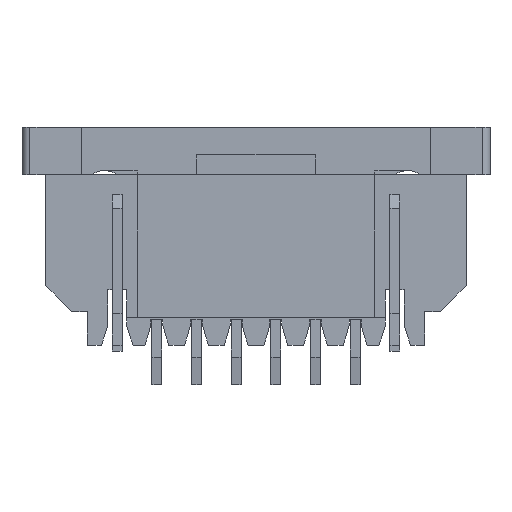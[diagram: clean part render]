
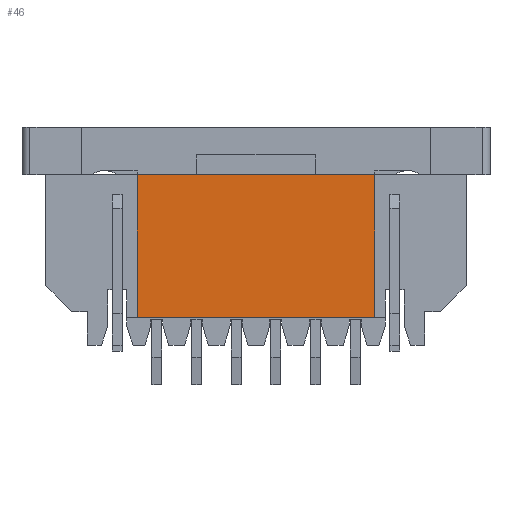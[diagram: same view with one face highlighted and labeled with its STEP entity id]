
A CAD part, front view. The second image highlights one B-rep face of the part: STEP entity #46.
In plain terms, the highlighted planar face has unit normal (0, -1, 0).
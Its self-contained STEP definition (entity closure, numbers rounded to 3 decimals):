
#46=ADVANCED_FACE('36889',(#467),#468,.F.);
#467=FACE_OUTER_BOUND('',#1319,.T.);
#468=PLANE('',#1320);
#1319=EDGE_LOOP('',(#2171,#2172,#2173,#2174));
#1320=AXIS2_PLACEMENT_3D('',#2175,#2176,#2177);
#2171=ORIENTED_EDGE('',*,*,#5927,.T.);
#2172=ORIENTED_EDGE('',*,*,#5928,.F.);
#2173=ORIENTED_EDGE('',*,*,#5929,.F.);
#2174=ORIENTED_EDGE('',*,*,#5930,.F.);
#2175=CARTESIAN_POINT('',(12.0,0.0,0.0));
#2176=DIRECTION('',(0.0,1.0,0.0));
#2177=DIRECTION('',(1.0,0.0,0.0));
#5927=EDGE_CURVE('39755',#7175,#7176,#7177,.T.);
#5928=EDGE_CURVE('39905',#7178,#7176,#7179,.T.);
#5929=EDGE_CURVE('36917',#7180,#7178,#7181,.T.);
#5930=EDGE_CURVE('39916',#7175,#7180,#7182,.T.);
#7175=VERTEX_POINT('',#9223);
#7176=VERTEX_POINT('',#9224);
#7177=LINE('',#9225,#9226);
#7178=VERTEX_POINT('',#9227);
#7179=LINE('',#9228,#9229);
#7180=VERTEX_POINT('',#9230);
#7181=LINE('',#9231,#9232);
#7182=LINE('',#9233,#9234);
#9223=CARTESIAN_POINT('',(20.3,0.0,-4.8));
#9224=CARTESIAN_POINT('',(20.3,0.0,-1.2));
#9225=CARTESIAN_POINT('',(20.3,0.0,-4.8));
#9226=VECTOR('',#12501,3.6);
#9227=CARTESIAN_POINT('',(14.3,0.0,-1.2));
#9228=CARTESIAN_POINT('',(14.3,0.0,-1.2));
#9229=VECTOR('',#12502,6.0);
#9230=CARTESIAN_POINT('',(14.3,0.0,-4.8));
#9231=CARTESIAN_POINT('',(14.3,0.0,-4.8));
#9232=VECTOR('',#12503,3.6);
#9233=CARTESIAN_POINT('',(20.3,0.0,-4.8));
#9234=VECTOR('',#12504,6.0);
#12501=DIRECTION('',(0.0,0.0,1.0));
#12502=DIRECTION('',(1.0,0.0,0.0));
#12503=DIRECTION('',(0.0,0.0,1.0));
#12504=DIRECTION('',(-1.0,0.0,0.0));
